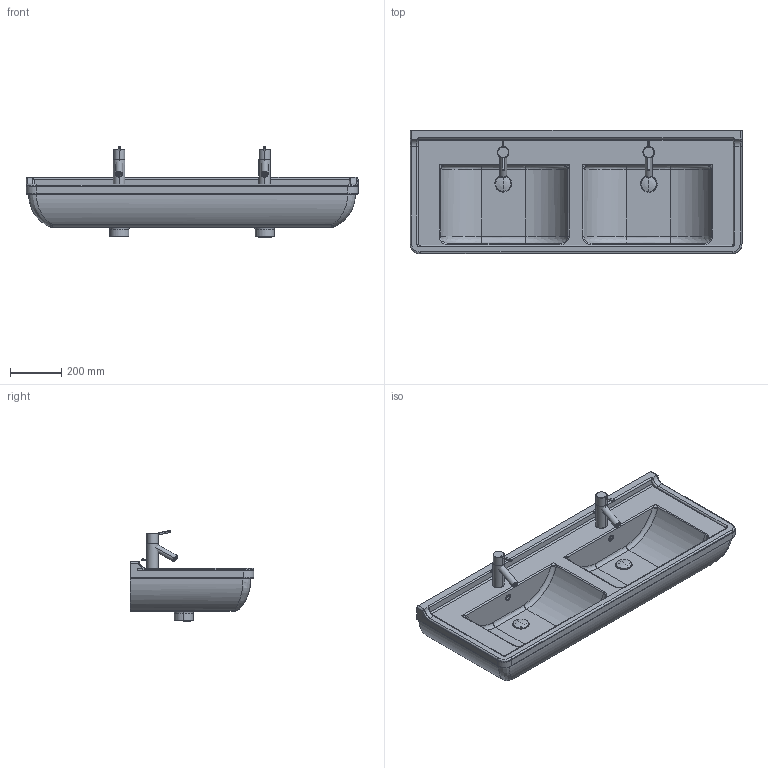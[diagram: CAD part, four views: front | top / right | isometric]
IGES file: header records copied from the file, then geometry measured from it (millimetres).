
Global section: file name: No Iges File Name specified; native system: Autodesk Inventor 2009; preprocessor: AutoDesk Inventor Iges Exporter R2009; author: Andreas; date: 20090601.122209; units: millimetre
Bounding box: 1300.21 x 485 x 356.36 mm (x, y, z)
Volume: 50925871 mm3; surface area: 2523672.3 mm2
Topology: 15 solids, 15 shells, 384 faces, 906 edges, 548 vertices
Faces by surface type: plane 105, cylinder 101, revolution 67, torus 51, bspline 50, sphere 6, cone 4
